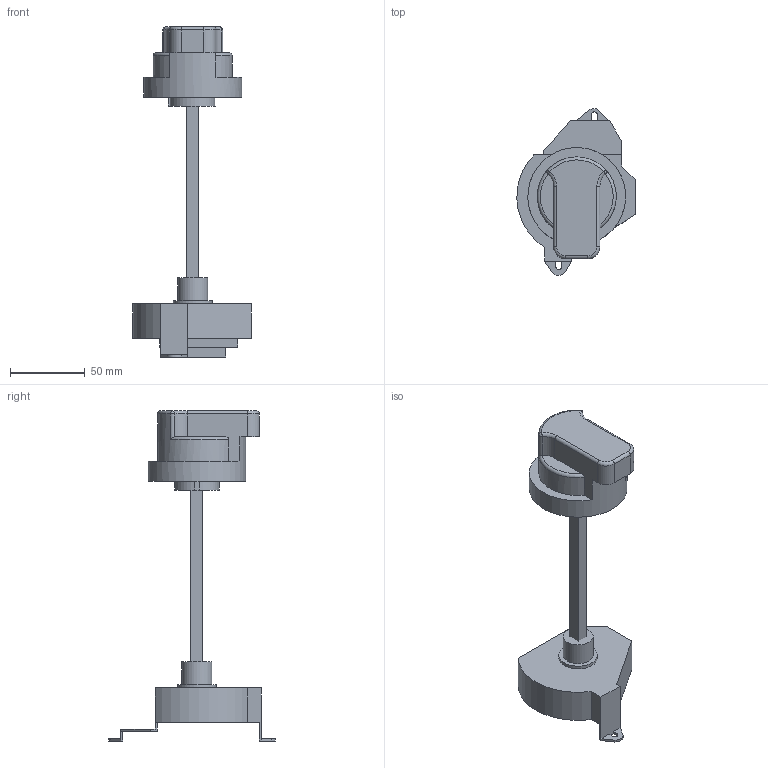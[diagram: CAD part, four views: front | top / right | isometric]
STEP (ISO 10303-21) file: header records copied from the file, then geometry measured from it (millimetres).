
FILE_DESCRIPTION (( 'STEP AP214' ), '1' );
FILE_NAME ('ÏÐÏ32.STEP', '2018-06-13T07:14:19', ( 'AutoBVT' ), ( 'Microsoft' ), 'SwSTEP 2.0', 'SolidWorks 2014', '' );
FILE_SCHEMA (( 'AUTOMOTIVE_DESIGN' ));
Length unit declared in the file: millimetre
Products named in the file (2): ﾏﾐﾏ32
Bounding box: 78.98 x 111.41 x 220.4 mm (x, y, z)
Volume: 241122.4 mm3; surface area: 41001.8 mm2
Topology: 3 solids, 3 shells, 87 faces, 219 edges, 139 vertices
Faces by surface type: plane 58, cylinder 20, torus 7, sphere 2
Full cylindrical faces by diameter (mm): 8 x1, 20 x1, 25.8 x1, 65.3 x1
Entity records: 3657 total; most frequent: CARTESIAN_POINT 527, DIRECTION 441, ORIENTED_EDGE 428, EDGE_CURVE 214, LINE 153, VECTOR 153, AXIS2_PLACEMENT_3D 144, VERTEX_POINT 138
